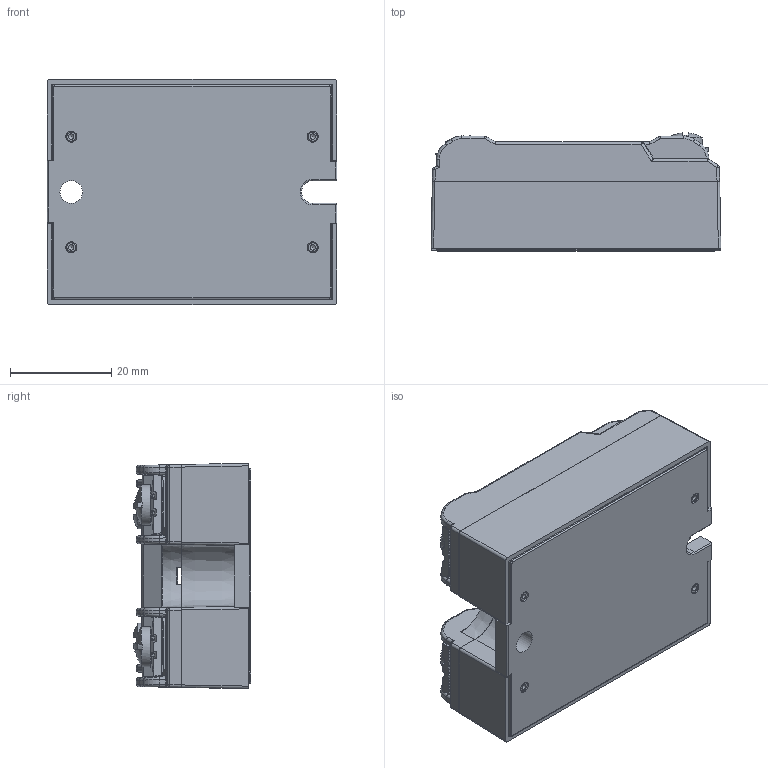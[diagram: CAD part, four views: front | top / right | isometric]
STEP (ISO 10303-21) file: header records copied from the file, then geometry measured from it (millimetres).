
FILE_DESCRIPTION (( 'STEP AP214' ), '1' );
FILE_NAME ('105301.STEP', '2016-11-01T18:21:53', ( '' ), ( '' ), 'SwSTEP 2.0', 'SolidWorks 2015', '' );
FILE_SCHEMA (( 'AUTOMOTIVE_DESIGN' ));
Length unit declared in the file: inch
Products named in the file (1): 105301
Bounding box: 57.15 x 23.26 x 44.45 mm (x, y, z)
Surface area: 14428.7 mm2 (no closed solid volume)
Topology: 0 solids, 28 shells, 888 faces, 4589 edges, 3603 vertices
Faces by surface type: plane 371, cylinder 292, bspline 144, sphere 51, cone 23, torus 7
Full cylindrical faces by diameter (mm): 2.159 x4, 4.496 x1, 6.858 x2, 8.001 x2
Entity records: 59275 total; most frequent: CARTESIAN_POINT 13864, ORIENTED_EDGE 6374, DIRECTION 6025, EDGE_CURVE 4525, VERTEX_POINT 3589, VECTOR 3339, LINE 3339, AXIS2_PLACEMENT_3D 1343
